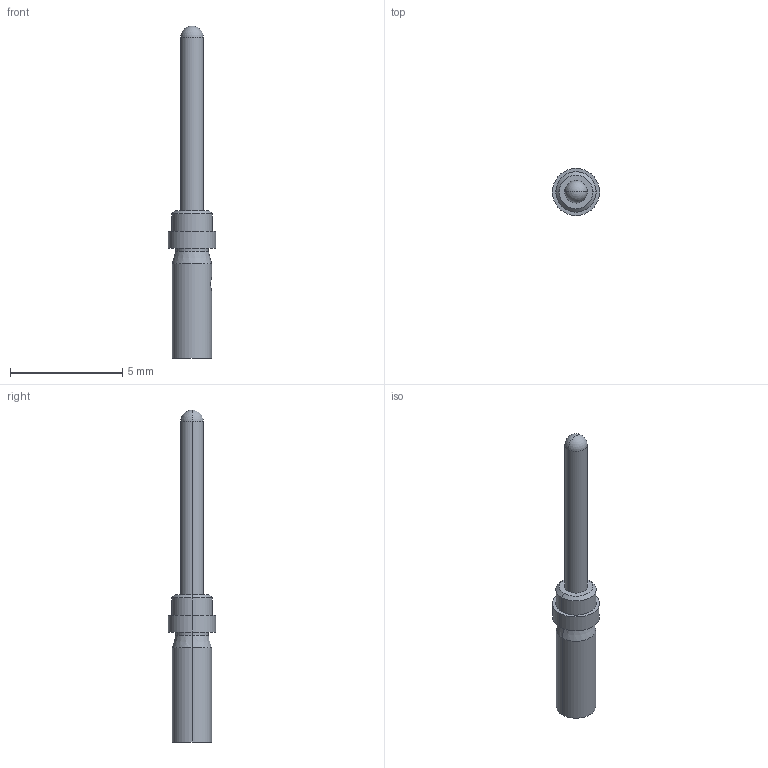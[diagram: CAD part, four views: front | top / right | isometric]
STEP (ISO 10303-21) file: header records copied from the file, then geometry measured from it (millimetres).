
FILE_DESCRIPTION((''),'2;1');
FILE_NAME('CSSM2_5','2017-04-02T',('tl.yang'),(''),'PRO/ENGINEER BY PARAMETRIC TECHNOLOGY CORPORATION, 2011500','PRO/ENGINEER BY PARAMETRIC TECHNOLOGY CORPORATION, 2011500','');
FILE_SCHEMA(('CONFIG_CONTROL_DESIGN'));
Length unit declared in the file: millimetre
Products named in the file (1): CSSM2_5
Bounding box: 2.1 x 2.1 x 14.8 mm (x, y, z)
Volume: 16.6 mm3; surface area: 85.7 mm2
Topology: 1 solids, 1 shells, 28 faces, 66 edges, 38 vertices
Faces by surface type: cylinder 14, cone 8, plane 4, sphere 2
Entity records: 866 total; most frequent: CARTESIAN_POINT 192, DIRECTION 140, ORIENTED_EDGE 124, EDGE_CURVE 62, AXIS2_PLACEMENT_3D 58, VERTEX_POINT 38, EDGE_LOOP 32, CIRCLE 30
